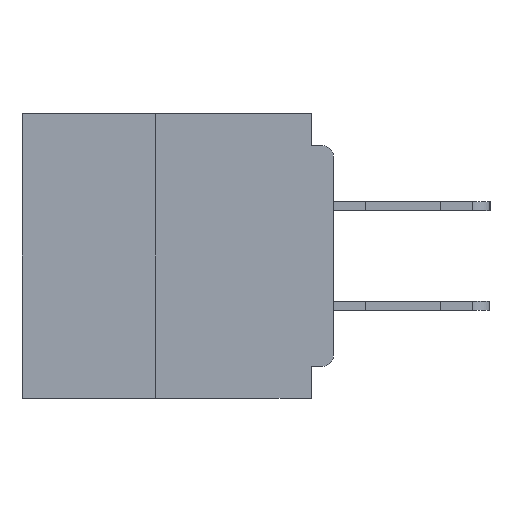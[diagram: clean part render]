
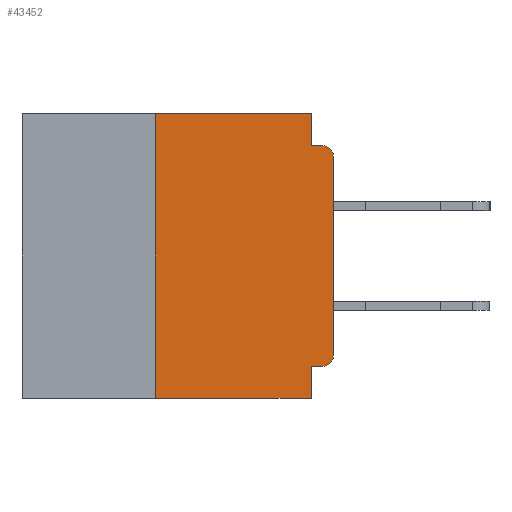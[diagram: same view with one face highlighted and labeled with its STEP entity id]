
A CAD part, left-side view. The second image highlights one B-rep face of the part: STEP entity #43452.
In plain terms, the highlighted planar face has unit normal (-1, 0, 0).
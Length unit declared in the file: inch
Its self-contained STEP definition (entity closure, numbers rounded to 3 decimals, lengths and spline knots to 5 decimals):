
#121 = LINE ( 'NONE', #4977, #35453 ) ;
#192 = LINE ( 'NONE', #18433, #10712 ) ;
#1041 = VECTOR ( 'NONE', #33857, 39.37008 ) ;
#1065 = VERTEX_POINT ( 'NONE', #32298 ) ;
#1317 = EDGE_CURVE ( 'NONE', #4421, #1065, #192, .T. ) ;
#1413 = DIRECTION ( 'NONE',  ( 0., 0., -1. ) ) ;
#3614 = AXIS2_PLACEMENT_3D ( 'NONE', #24033, #27612, #6415 ) ;
#3838 = ORIENTED_EDGE ( 'NONE', *, *, #38705, .T. ) ;
#4009 = DIRECTION ( 'NONE',  ( 0., 0., -1. ) ) ;
#4421 = VERTEX_POINT ( 'NONE', #33682 ) ;
#4924 = VECTOR ( 'NONE', #36581, 39.37008 ) ;
#4977 = CARTESIAN_POINT ( 'NONE',  ( 0., 0.031, 0. ) ) ;
#6143 = VECTOR ( 'NONE', #10510, 39.37008 ) ;
#6415 = DIRECTION ( 'NONE',  ( 0., 0., -1. ) ) ;
#6595 = ORIENTED_EDGE ( 'NONE', *, *, #1317, .T. ) ;
#7283 = AXIS2_PLACEMENT_3D ( 'NONE', #11739, #36372, #15309 ) ;
#7353 = CARTESIAN_POINT ( 'NONE',  ( 0., 0.015, -0.045 ) ) ;
#7740 = LINE ( 'NONE', #9055, #34776 ) ;
#9055 = CARTESIAN_POINT ( 'NONE',  ( 0., 0., -0.355 ) ) ;
#9064 = CARTESIAN_POINT ( 'NONE',  ( 0., 0.031, 0. ) ) ;
#10208 = VERTEX_POINT ( 'NONE', #7353 ) ;
#10510 = DIRECTION ( 'NONE',  ( 0., -1., 0. ) ) ;
#10712 = VECTOR ( 'NONE', #18226, 39.37008 ) ;
#11739 = CARTESIAN_POINT ( 'NONE',  ( 0., 0.015, -0.06 ) ) ;
#12525 = EDGE_CURVE ( 'NONE', #4421, #31190, #28133, .T. ) ;
#13675 = CARTESIAN_POINT ( 'NONE',  ( 0., 0.437, 0. ) ) ;
#13685 = CARTESIAN_POINT ( 'NONE',  ( 0., 0.015, -0.355 ) ) ;
#14356 = LINE ( 'NONE', #29558, #4924 ) ;
#14814 = FACE_OUTER_BOUND ( 'NONE', #27218, .T. ) ;
#14961 = ORIENTED_EDGE ( 'NONE', *, *, #12525, .F. ) ;
#15309 = DIRECTION ( 'NONE',  ( 0., 0., -1. ) ) ;
#18126 = CARTESIAN_POINT ( 'NONE',  ( 0., 0.031, -0.4 ) ) ;
#18226 = DIRECTION ( 'NONE',  ( 0., -1., 0. ) ) ;
#18433 = CARTESIAN_POINT ( 'NONE',  ( 0., 0.437, -0.4 ) ) ;
#18547 = CARTESIAN_POINT ( 'NONE',  ( 0., 0.25, 0. ) ) ;
#19306 = EDGE_CURVE ( 'NONE', #31944, #10208, #43471, .T. ) ;
#19359 = ORIENTED_EDGE ( 'NONE', *, *, #34078, .F. ) ;
#19732 = DIRECTION ( 'NONE',  ( 0., 1., 0. ) ) ;
#19755 = VERTEX_POINT ( 'NONE', #30717 ) ;
#20773 = CARTESIAN_POINT ( 'NONE',  ( 0., 0.015, -0.34 ) ) ;
#20984 = ORIENTED_EDGE ( 'NONE', *, *, #26716, .F. ) ;
#22553 = VECTOR ( 'NONE', #38279, 39.37008 ) ;
#23007 = EDGE_CURVE ( 'NONE', #32832, #19755, #14356, .T. ) ;
#23649 = EDGE_CURVE ( 'NONE', #19755, #10208, #32498, .T. ) ;
#23719 = ORIENTED_EDGE ( 'NONE', *, *, #23649, .T. ) ;
#24033 = CARTESIAN_POINT ( 'NONE',  ( 0., 0.437, 0. ) ) ;
#24312 = DIRECTION ( 'NONE',  ( 0., 0., -1. ) ) ;
#24839 = EDGE_CURVE ( 'NONE', #31923, #1065, #38883, .T. ) ;
#25138 = CIRCLE ( 'NONE', #25747, 0.015 ) ;
#25434 = ORIENTED_EDGE ( 'NONE', *, *, #24839, .F. ) ;
#25747 = AXIS2_PLACEMENT_3D ( 'NONE', #20773, #45141, #24312 ) ;
#26716 = EDGE_CURVE ( 'NONE', #43311, #31944, #121, .T. ) ;
#27218 = EDGE_LOOP ( 'NONE', ( #29822, #23719, #29733, #20984, #30397, #14961, #6595, #25434, #19359, #3838 ) ) ;
#27612 = DIRECTION ( 'NONE',  ( 1., 0., 0. ) ) ;
#28133 = LINE ( 'NONE', #30374, #1041 ) ;
#29558 = CARTESIAN_POINT ( 'NONE',  ( 0., 0., 0. ) ) ;
#29642 = VECTOR ( 'NONE', #4009, 39.37008 ) ;
#29733 = ORIENTED_EDGE ( 'NONE', *, *, #19306, .F. ) ;
#29822 = ORIENTED_EDGE ( 'NONE', *, *, #23007, .T. ) ;
#30374 = CARTESIAN_POINT ( 'NONE',  ( 0., 0.25, -0.4 ) ) ;
#30397 = ORIENTED_EDGE ( 'NONE', *, *, #32082, .F. ) ;
#30717 = CARTESIAN_POINT ( 'NONE',  ( 0., 0., -0.06 ) ) ;
#31190 = VERTEX_POINT ( 'NONE', #18547 ) ;
#31923 = VERTEX_POINT ( 'NONE', #37391 ) ;
#31944 = VERTEX_POINT ( 'NONE', #37239 ) ;
#32082 = EDGE_CURVE ( 'NONE', #31190, #43311, #42206, .T. ) ;
#32298 = CARTESIAN_POINT ( 'NONE',  ( 0., 0.031, -0.4 ) ) ;
#32498 = CIRCLE ( 'NONE', #7283, 0.015 ) ;
#32832 = VERTEX_POINT ( 'NONE', #35317 ) ;
#33682 = CARTESIAN_POINT ( 'NONE',  ( 0., 0.25, -0.4 ) ) ;
#33857 = DIRECTION ( 'NONE',  ( 0., 0., 1. ) ) ;
#34078 = EDGE_CURVE ( 'NONE', #36236, #31923, #7740, .T. ) ;
#34776 = VECTOR ( 'NONE', #19732, 39.37008 ) ;
#35317 = CARTESIAN_POINT ( 'NONE',  ( 0., 0., -0.34 ) ) ;
#35453 = VECTOR ( 'NONE', #1413, 39.37008 ) ;
#36236 = VERTEX_POINT ( 'NONE', #13685 ) ;
#36372 = DIRECTION ( 'NONE',  ( -1., 0., 0. ) ) ;
#36581 = DIRECTION ( 'NONE',  ( 0., 0., 1. ) ) ;
#37239 = CARTESIAN_POINT ( 'NONE',  ( 0., 0.031, -0.045 ) ) ;
#37391 = CARTESIAN_POINT ( 'NONE',  ( 0., 0.031, -0.355 ) ) ;
#38279 = DIRECTION ( 'NONE',  ( 0., -1., 0. ) ) ;
#38705 = EDGE_CURVE ( 'NONE', #36236, #32832, #25138, .T. ) ;
#38883 = LINE ( 'NONE', #18126, #29642 ) ;
#42088 = CARTESIAN_POINT ( 'NONE',  ( 0., 0., -0.045 ) ) ;
#42206 = LINE ( 'NONE', #13675, #22553 ) ;
#43311 = VERTEX_POINT ( 'NONE', #9064 ) ;
#43452 = ADVANCED_FACE ( 'NONE', ( #14814 ), #44882, .F. ) ;
#43471 = LINE ( 'NONE', #42088, #6143 ) ;
#44882 = PLANE ( 'NONE',  #3614 ) ;
#45141 = DIRECTION ( 'NONE',  ( -1., 0., 0. ) ) ;
